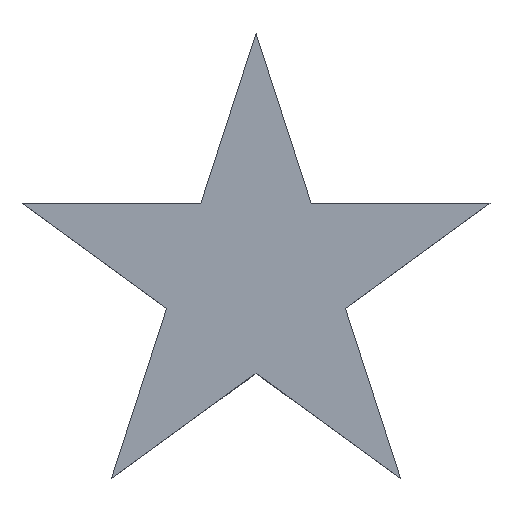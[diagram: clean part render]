
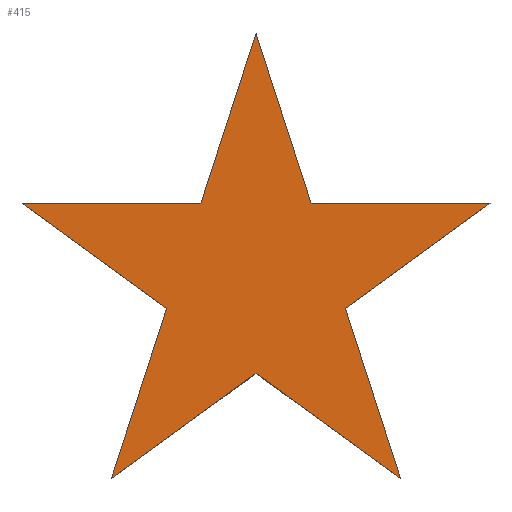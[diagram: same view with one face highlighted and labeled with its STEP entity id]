
A CAD part, top view. The second image highlights one B-rep face of the part: STEP entity #415.
In plain terms, the highlighted planar face has unit normal (0, 0, 1).
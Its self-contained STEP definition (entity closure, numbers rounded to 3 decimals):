
#36=LINE('',#610,#85);
#41=LINE('',#620,#90);
#44=LINE('',#626,#93);
#47=LINE('',#632,#96);
#50=LINE('',#638,#99);
#53=LINE('',#644,#102);
#56=LINE('',#650,#105);
#59=LINE('',#656,#108);
#62=LINE('',#662,#111);
#65=LINE('',#666,#114);
#85=VECTOR('',#502,10.);
#90=VECTOR('',#509,10.);
#93=VECTOR('',#514,10.);
#96=VECTOR('',#519,10.);
#99=VECTOR('',#524,10.);
#102=VECTOR('',#529,10.);
#105=VECTOR('',#534,10.);
#108=VECTOR('',#539,10.);
#111=VECTOR('',#544,10.);
#114=VECTOR('',#549,10.);
#134=PLANE('',#445);
#161=FACE_OUTER_BOUND('',#188,.T.);
#188=EDGE_LOOP('',(#372,#373,#374,#375,#376,#377,#378,#379,#380,#381));
#210=VERTEX_POINT('',#607);
#211=VERTEX_POINT('',#609);
#215=VERTEX_POINT('',#619);
#217=VERTEX_POINT('',#625);
#219=VERTEX_POINT('',#631);
#221=VERTEX_POINT('',#637);
#223=VERTEX_POINT('',#643);
#225=VERTEX_POINT('',#649);
#227=VERTEX_POINT('',#655);
#229=VERTEX_POINT('',#661);
#254=EDGE_CURVE('',#211,#210,#36,.T.);
#259=EDGE_CURVE('',#215,#211,#41,.T.);
#262=EDGE_CURVE('',#217,#215,#44,.T.);
#265=EDGE_CURVE('',#219,#217,#47,.T.);
#268=EDGE_CURVE('',#221,#219,#50,.T.);
#271=EDGE_CURVE('',#223,#221,#53,.T.);
#274=EDGE_CURVE('',#225,#223,#56,.T.);
#277=EDGE_CURVE('',#227,#225,#59,.T.);
#280=EDGE_CURVE('',#229,#227,#62,.T.);
#283=EDGE_CURVE('',#210,#229,#65,.T.);
#372=ORIENTED_EDGE('',*,*,#254,.T.);
#373=ORIENTED_EDGE('',*,*,#283,.T.);
#374=ORIENTED_EDGE('',*,*,#280,.T.);
#375=ORIENTED_EDGE('',*,*,#277,.T.);
#376=ORIENTED_EDGE('',*,*,#274,.T.);
#377=ORIENTED_EDGE('',*,*,#271,.T.);
#378=ORIENTED_EDGE('',*,*,#268,.T.);
#379=ORIENTED_EDGE('',*,*,#265,.T.);
#380=ORIENTED_EDGE('',*,*,#262,.T.);
#381=ORIENTED_EDGE('',*,*,#259,.T.);
#415=ADVANCED_FACE('',(#161),#134,.T.);
#445=AXIS2_PLACEMENT_3D('',#667,#550,#551);
#502=DIRECTION('',(0.809,0.588,0.));
#509=DIRECTION('',(-0.309,-0.951,0.));
#514=DIRECTION('',(0.809,-0.588,0.));
#519=DIRECTION('',(-1.,0.,0.));
#524=DIRECTION('',(-0.309,-0.951,0.));
#529=DIRECTION('',(-0.309,0.951,0.));
#534=DIRECTION('',(-1.,0.,0.));
#539=DIRECTION('',(0.809,0.588,0.));
#544=DIRECTION('',(-0.309,0.951,0.));
#549=DIRECTION('',(0.809,-0.588,0.));
#550=DIRECTION('center_axis',(0.,0.,1.));
#551=DIRECTION('ref_axis',(1.,0.,0.));
#607=CARTESIAN_POINT('',(0.,-20.811,18.));
#609=CARTESIAN_POINT('',(-32.024,-44.078,18.));
#610=CARTESIAN_POINT('',(-32.024,-44.078,18.));
#619=CARTESIAN_POINT('',(-19.792,-6.431,18.));
#620=CARTESIAN_POINT('',(-19.792,-6.431,18.));
#625=CARTESIAN_POINT('',(-51.817,16.836,18.));
#626=CARTESIAN_POINT('',(-19.792,-6.431,18.));
#631=CARTESIAN_POINT('',(-12.232,16.836,18.));
#632=CARTESIAN_POINT('',(-51.817,16.836,18.));
#637=CARTESIAN_POINT('',(0.,54.483,18.));
#638=CARTESIAN_POINT('',(0.,54.483,18.));
#643=CARTESIAN_POINT('',(12.232,16.836,18.));
#644=CARTESIAN_POINT('',(12.232,16.836,18.));
#649=CARTESIAN_POINT('',(51.817,16.836,18.));
#650=CARTESIAN_POINT('',(12.232,16.836,18.));
#655=CARTESIAN_POINT('',(19.792,-6.431,18.));
#656=CARTESIAN_POINT('',(19.792,-6.431,18.));
#661=CARTESIAN_POINT('',(32.024,-44.078,18.));
#662=CARTESIAN_POINT('',(32.024,-44.078,18.));
#666=CARTESIAN_POINT('',(32.024,-44.078,18.));
#667=CARTESIAN_POINT('Origin',(0.,5.203,18.));
